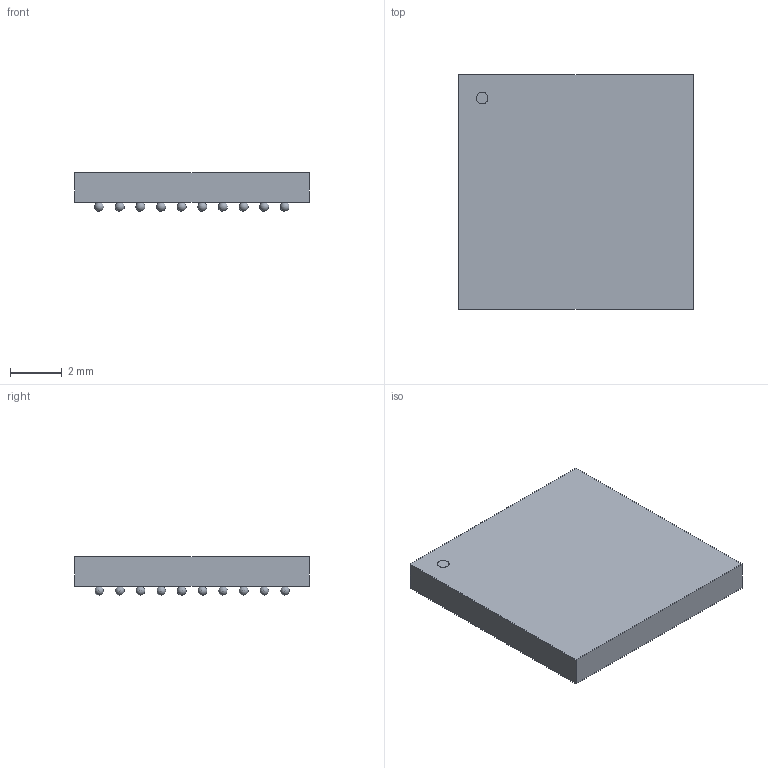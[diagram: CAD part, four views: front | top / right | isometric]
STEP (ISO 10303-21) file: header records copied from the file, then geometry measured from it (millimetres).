
FILE_DESCRIPTION(('STEP AP214'),'1');
FILE_NAME('ZAW100','2019-11-06T07:42:49',(''),(''),'','','');
FILE_SCHEMA(('AUTOMOTIVE_DESIGN'));
Length unit declared in the file: millimetre
Products named in the file (1): product
Bounding box: 9.1 x 9.1 x 1.5 mm (x, y, z)
Volume: 2.4 mm3; surface area: 454.6 mm2
Topology: 101 solids, 113 shells, 115 faces, 351 edges, 250 vertices
Faces by surface type: sphere 100, plane 14, cylinder 1
Full cylindrical faces by diameter (mm): 0.455 x1
Entity records: 1754 total; most frequent: CARTESIAN_POINT 317, DIRECTION 286, VERTEX_POINT 198, AXIS2_PLACEMENT_3D 119, STYLED_ITEM 115, ADVANCED_FACE 115, FACE_BOUND 101, SPHERICAL_SURFACE 100
